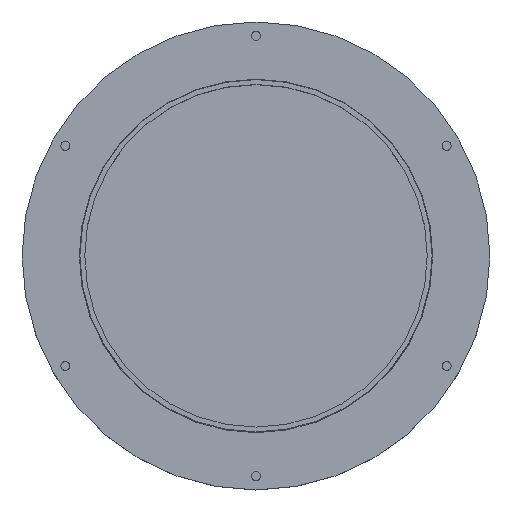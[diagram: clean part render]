
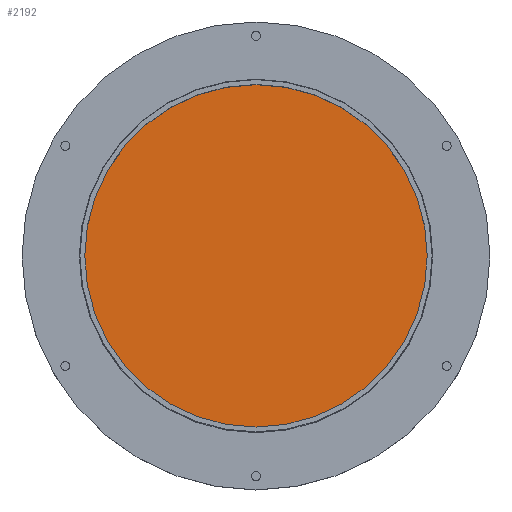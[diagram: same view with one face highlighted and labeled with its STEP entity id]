
A CAD part, top view. The second image highlights one B-rep face of the part: STEP entity #2192.
In plain terms, the highlighted planar face has unit normal (0, 0, 1).
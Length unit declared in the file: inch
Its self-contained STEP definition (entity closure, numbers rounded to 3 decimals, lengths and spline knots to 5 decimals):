
#474=FACE_OUTER_BOUND('',#643,.T.);
#643=EDGE_LOOP('',(#1523));
#852=CIRCLE('',#2398,3.375);
#988=VERTEX_POINT('',#3448);
#1196=EDGE_CURVE('',#988,#988,#852,.T.);
#1523=ORIENTED_EDGE('',*,*,#1196,.F.);
#1919=PLANE('',#2397);
#2192=ADVANCED_FACE('',(#474),#1919,.T.);
#2397=AXIS2_PLACEMENT_3D('',#3447,#2787,#2788);
#2398=AXIS2_PLACEMENT_3D('',#3449,#2789,#2790);
#2787=DIRECTION('center_axis',(0.,0.,1.));
#2788=DIRECTION('ref_axis',(-1.,0.,0.));
#2789=DIRECTION('center_axis',(0.,0.,-1.));
#2790=DIRECTION('ref_axis',(-1.,0.,0.));
#3447=CARTESIAN_POINT('Origin',(0.,0.,-0.026));
#3448=CARTESIAN_POINT('',(3.375,0.,-0.026));
#3449=CARTESIAN_POINT('Origin',(0.,0.,-0.026));
